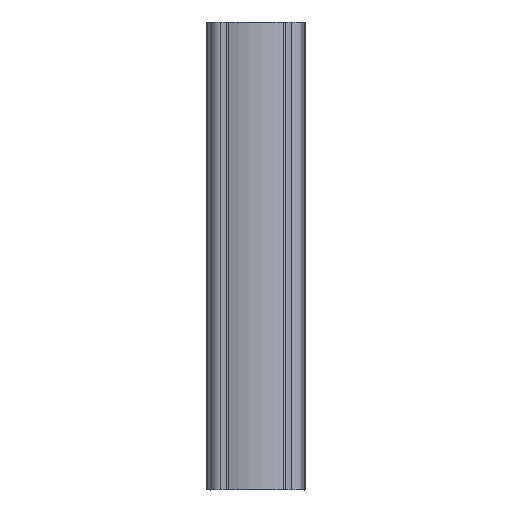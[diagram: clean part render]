
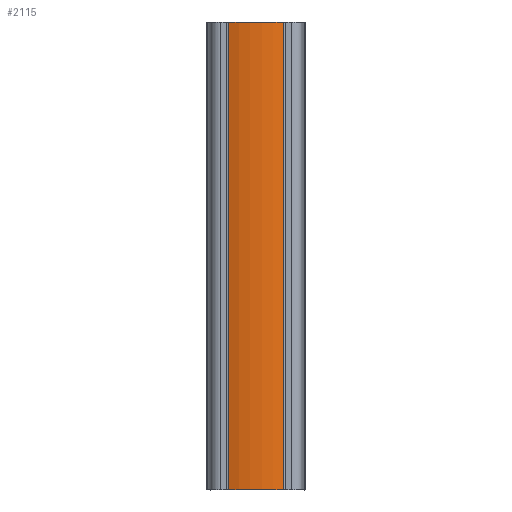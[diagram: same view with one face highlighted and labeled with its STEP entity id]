
A CAD part, front view. The second image highlights one B-rep face of the part: STEP entity #2115.
In plain terms, the highlighted cylindrical face has radius 42.5 mm (diameter 85 mm), a partial arc.
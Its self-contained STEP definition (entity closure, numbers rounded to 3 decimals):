
#81 = EDGE_CURVE ( 'NONE', #1610, #3810, #2513, .T. ) ;
#170 = ORIENTED_EDGE ( 'NONE', *, *, #3762, .T. ) ;
#234 = CARTESIAN_POINT ( 'NONE',  ( -14.679, -39.885, 250. ) ) ;
#308 = DIRECTION ( 'NONE',  ( 0., 0., 1. ) ) ;
#396 = VERTEX_POINT ( 'NONE', #695 ) ;
#695 = CARTESIAN_POINT ( 'NONE',  ( 14.679, -39.885, 250. ) ) ;
#702 = DIRECTION ( 'NONE',  ( -1., 0., 0. ) ) ;
#710 = VECTOR ( 'NONE', #308, 1000. ) ;
#956 = CARTESIAN_POINT ( 'NONE',  ( -14.679, -39.885, 0. ) ) ;
#979 = DIRECTION ( 'NONE',  ( 0., 0., 1. ) ) ;
#1123 = CARTESIAN_POINT ( 'NONE',  ( 14.679, -39.885, 0. ) ) ;
#1391 = DIRECTION ( 'NONE',  ( 0., 0., -1. ) ) ;
#1610 = VERTEX_POINT ( 'NONE', #234 ) ;
#1681 = DIRECTION ( 'NONE',  ( -1., 0., 0. ) ) ;
#1689 = CARTESIAN_POINT ( 'NONE',  ( 0., 0., 500. ) ) ;
#1786 = FACE_OUTER_BOUND ( 'NONE', #3907, .T. ) ;
#1879 = LINE ( 'NONE', #3007, #710 ) ;
#1970 = AXIS2_PLACEMENT_3D ( 'NONE', #1689, #1391, #1681 ) ;
#2115 = ADVANCED_FACE ( 'NONE', ( #1786 ), #3174, .T. ) ;
#2288 = AXIS2_PLACEMENT_3D ( 'NONE', #3373, #979, #702 ) ;
#2360 = CIRCLE ( 'NONE', #2288, 42.5 ) ;
#2414 = CARTESIAN_POINT ( 'NONE',  ( 0., 0., 250. ) ) ;
#2470 = ORIENTED_EDGE ( 'NONE', *, *, #3463, .T. ) ;
#2513 = LINE ( 'NONE', #3603, #3138 ) ;
#2629 = EDGE_CURVE ( 'NONE', #3810, #3364, #2360, .T. ) ;
#2686 = CIRCLE ( 'NONE', #3339, 42.5 ) ;
#2818 = ORIENTED_EDGE ( 'NONE', *, *, #81, .T. ) ;
#2999 = DIRECTION ( 'NONE',  ( 0., 0., -1. ) ) ;
#3007 = CARTESIAN_POINT ( 'NONE',  ( 14.679, -39.885, 500. ) ) ;
#3138 = VECTOR ( 'NONE', #3932, 1000. ) ;
#3174 = CYLINDRICAL_SURFACE ( 'NONE', #1970, 42.5 ) ;
#3330 = DIRECTION ( 'NONE',  ( 1., 0., 0. ) ) ;
#3339 = AXIS2_PLACEMENT_3D ( 'NONE', #2414, #2999, #3330 ) ;
#3364 = VERTEX_POINT ( 'NONE', #1123 ) ;
#3373 = CARTESIAN_POINT ( 'NONE',  ( 0., 0., 0. ) ) ;
#3463 = EDGE_CURVE ( 'NONE', #396, #1610, #2686, .T. ) ;
#3587 = ORIENTED_EDGE ( 'NONE', *, *, #2629, .T. ) ;
#3603 = CARTESIAN_POINT ( 'NONE',  ( -14.679, -39.885, 500. ) ) ;
#3762 = EDGE_CURVE ( 'NONE', #3364, #396, #1879, .T. ) ;
#3810 = VERTEX_POINT ( 'NONE', #956 ) ;
#3907 = EDGE_LOOP ( 'NONE', ( #170, #2470, #2818, #3587 ) ) ;
#3932 = DIRECTION ( 'NONE',  ( 0., 0., -1. ) ) ;
